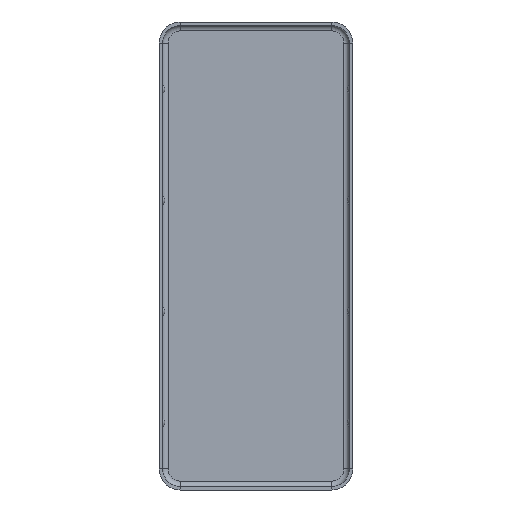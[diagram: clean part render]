
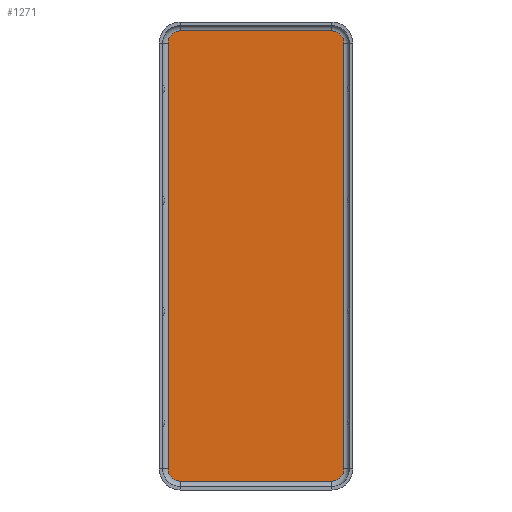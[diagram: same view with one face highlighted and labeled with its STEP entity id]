
A CAD part, front view. The second image highlights one B-rep face of the part: STEP entity #1271.
In plain terms, the highlighted planar face has unit normal (0, -1, 0).
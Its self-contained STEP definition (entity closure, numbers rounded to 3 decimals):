
#4 = ORIENTED_EDGE ( 'NONE', *, *, #172, .F. ) ;
#29 = DIRECTION ( 'NONE',  ( 0., 1., 0. ) ) ;
#33 = CARTESIAN_POINT ( 'NONE',  ( -7.9, 0., 19.15 ) ) ;
#43 = DIRECTION ( 'NONE',  ( 0., -1., 0. ) ) ;
#48 = CARTESIAN_POINT ( 'NONE',  ( 7.9, 0., -19.15 ) ) ;
#72 = AXIS2_PLACEMENT_3D ( 'NONE', #196, #1308, #979 ) ;
#103 = DIRECTION ( 'NONE',  ( -1., 0., 0. ) ) ;
#110 = VERTEX_POINT ( 'NONE', #1274 ) ;
#114 = AXIS2_PLACEMENT_3D ( 'NONE', #1058, #1844, #926 ) ;
#129 = CARTESIAN_POINT ( 'NONE',  ( 6.8, 0., -20.25 ) ) ;
#159 = ORIENTED_EDGE ( 'NONE', *, *, #1080, .T. ) ;
#172 = EDGE_CURVE ( 'NONE', #995, #1723, #918, .T. ) ;
#196 = CARTESIAN_POINT ( 'NONE',  ( -6.8, 0., 19.15 ) ) ;
#212 = LINE ( 'NONE', #573, #792 ) ;
#247 = DIRECTION ( 'NONE',  ( 0., 0., 1. ) ) ;
#375 = VERTEX_POINT ( 'NONE', #1935 ) ;
#401 = CARTESIAN_POINT ( 'NONE',  ( -7.9, 0., -19.15 ) ) ;
#437 = EDGE_CURVE ( 'NONE', #1089, #1392, #703, .T. ) ;
#478 = AXIS2_PLACEMENT_3D ( 'NONE', #1617, #29, #1790 ) ;
#531 = EDGE_CURVE ( 'NONE', #1824, #1089, #212, .T. ) ;
#547 = EDGE_CURVE ( 'NONE', #1824, #375, #1887, .T. ) ;
#565 = VECTOR ( 'NONE', #1995, 1000. ) ;
#573 = CARTESIAN_POINT ( 'NONE',  ( 7.9, 0., 0. ) ) ;
#574 = ORIENTED_EDGE ( 'NONE', *, *, #801, .T. ) ;
#639 = FACE_OUTER_BOUND ( 'NONE', #1720, .T. ) ;
#671 = VECTOR ( 'NONE', #103, 1000. ) ;
#689 = ORIENTED_EDGE ( 'NONE', *, *, #437, .F. ) ;
#695 = CARTESIAN_POINT ( 'NONE',  ( 7.9, 0., 19.15 ) ) ;
#703 = CIRCLE ( 'NONE', #478, 1.1 ) ;
#792 = VECTOR ( 'NONE', #1516, 1000. ) ;
#801 = EDGE_CURVE ( 'NONE', #375, #1723, #1131, .T. ) ;
#830 = CARTESIAN_POINT ( 'NONE',  ( 6.8, 0., -20.25 ) ) ;
#855 = ORIENTED_EDGE ( 'NONE', *, *, #2015, .T. ) ;
#918 = CIRCLE ( 'NONE', #72, 1.1 ) ;
#925 = VERTEX_POINT ( 'NONE', #401 ) ;
#926 = DIRECTION ( 'NONE',  ( 0., 0., -1. ) ) ;
#979 = DIRECTION ( 'NONE',  ( 0., 0., -1. ) ) ;
#995 = VERTEX_POINT ( 'NONE', #33 ) ;
#1011 = CIRCLE ( 'NONE', #1693, 1.1 ) ;
#1058 = CARTESIAN_POINT ( 'NONE',  ( 6.8, 0., -19.15 ) ) ;
#1066 = CARTESIAN_POINT ( 'NONE',  ( 6.8, 0., 20.25 ) ) ;
#1076 = EDGE_CURVE ( 'NONE', #1392, #110, #1739, .T. ) ;
#1080 = EDGE_CURVE ( 'NONE', #925, #110, #1011, .T. ) ;
#1089 = VERTEX_POINT ( 'NONE', #48 ) ;
#1131 = LINE ( 'NONE', #1066, #671 ) ;
#1173 = CARTESIAN_POINT ( 'NONE',  ( -6.8, 0., -19.15 ) ) ;
#1175 = DIRECTION ( 'NONE',  ( 0., -1., 0. ) ) ;
#1271 = ADVANCED_FACE ( 'NONE', ( #639 ), #2008, .T. ) ;
#1274 = CARTESIAN_POINT ( 'NONE',  ( -6.8, 0., -20.25 ) ) ;
#1308 = DIRECTION ( 'NONE',  ( 0., 1., 0. ) ) ;
#1325 = DIRECTION ( 'NONE',  ( -1., 0., 0. ) ) ;
#1392 = VERTEX_POINT ( 'NONE', #129 ) ;
#1497 = ORIENTED_EDGE ( 'NONE', *, *, #547, .T. ) ;
#1506 = VECTOR ( 'NONE', #1325, 1000. ) ;
#1516 = DIRECTION ( 'NONE',  ( 0., 0., -1. ) ) ;
#1617 = CARTESIAN_POINT ( 'NONE',  ( 6.8, 0., -19.15 ) ) ;
#1619 = CARTESIAN_POINT ( 'NONE',  ( -6.8, 0., 20.25 ) ) ;
#1632 = DIRECTION ( 'NONE',  ( 0., 0., -1. ) ) ;
#1661 = AXIS2_PLACEMENT_3D ( 'NONE', #1916, #1175, #1632 ) ;
#1693 = AXIS2_PLACEMENT_3D ( 'NONE', #1173, #43, #247 ) ;
#1720 = EDGE_LOOP ( 'NONE', ( #1927, #689, #2028, #1497, #574, #4, #855, #159 ) ) ;
#1723 = VERTEX_POINT ( 'NONE', #1619 ) ;
#1739 = LINE ( 'NONE', #830, #1506 ) ;
#1790 = DIRECTION ( 'NONE',  ( 0., 0., 1. ) ) ;
#1810 = LINE ( 'NONE', #2001, #565 ) ;
#1824 = VERTEX_POINT ( 'NONE', #695 ) ;
#1844 = DIRECTION ( 'NONE',  ( 0., -1., 0. ) ) ;
#1887 = CIRCLE ( 'NONE', #1661, 1.1 ) ;
#1916 = CARTESIAN_POINT ( 'NONE',  ( 6.8, 0., 19.15 ) ) ;
#1927 = ORIENTED_EDGE ( 'NONE', *, *, #1076, .F. ) ;
#1935 = CARTESIAN_POINT ( 'NONE',  ( 6.8, 0., 20.25 ) ) ;
#1995 = DIRECTION ( 'NONE',  ( 0., 0., -1. ) ) ;
#2001 = CARTESIAN_POINT ( 'NONE',  ( -7.9, 0., 0. ) ) ;
#2008 = PLANE ( 'NONE',  #114 ) ;
#2015 = EDGE_CURVE ( 'NONE', #995, #925, #1810, .T. ) ;
#2028 = ORIENTED_EDGE ( 'NONE', *, *, #531, .F. ) ;
